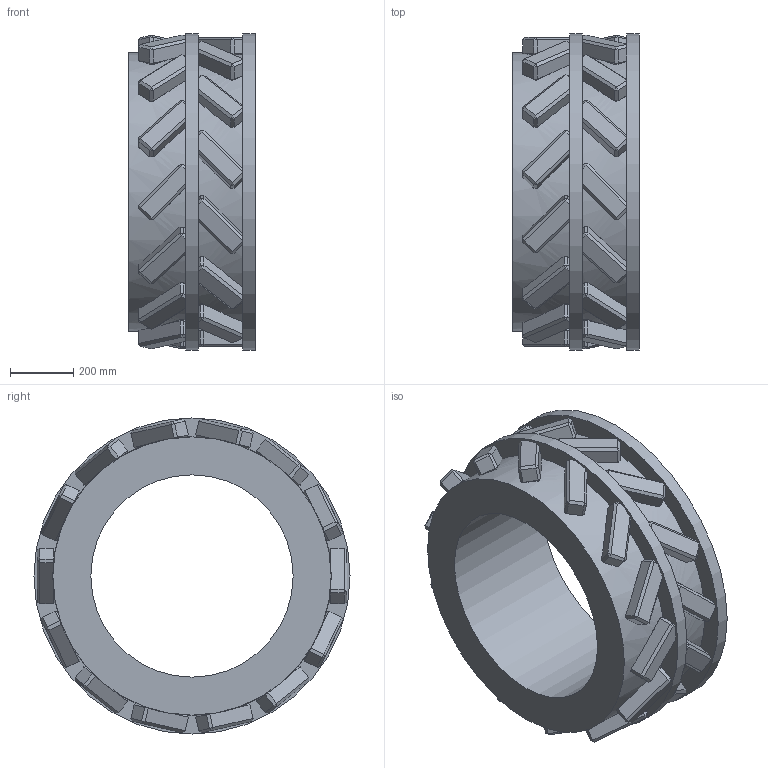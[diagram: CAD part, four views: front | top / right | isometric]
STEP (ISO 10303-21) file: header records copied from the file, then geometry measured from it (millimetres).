
FILE_DESCRIPTION(('Open CASCADE Model'),'2;1');
FILE_NAME('Open CASCADE Shape Model','2026-01-17T08:01:04',('Author'),( 'Open CASCADE'),'Open CASCADE STEP processor 7.8','build123d', 'Unknown');
FILE_SCHEMA(('AUTOMOTIVE_DESIGN { 1 0 10303 214 1 1 1 1 }'));
Length unit declared in the file: millimetre
Products named in the file (1): SOLID
Bounding box: 400 x 1000 x 1000 mm (x, y, z)
Volume: 145400166.1 mm3; surface area: 3675785 mm2
Topology: 1 solids, 1 shells, 611 faces, 1468 edges, 862 vertices
Faces by surface type: plane 593, cylinder 18
Full cylindrical faces by diameter (mm): 640 x1, 880 x1, 1000 x2
Entity records: 36218 total; most frequent: CARTESIAN_POINT 7474, DIRECTION 5062, LINE 3100, VECTOR 3100, ORIENTED_EDGE 2936, PCURVE 2936, DEFINITIONAL_REPRESENTATION 2936, EDGE_CURVE 1468
